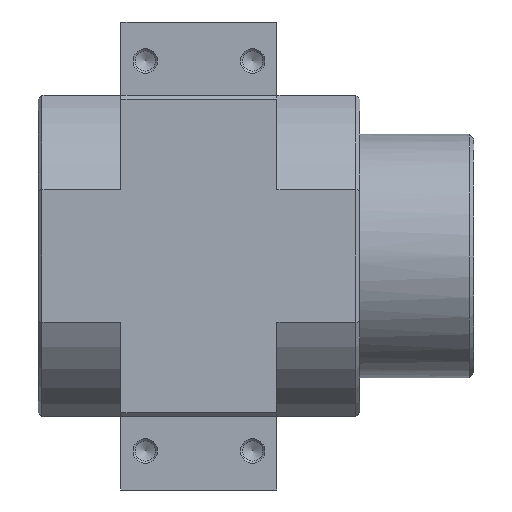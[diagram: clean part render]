
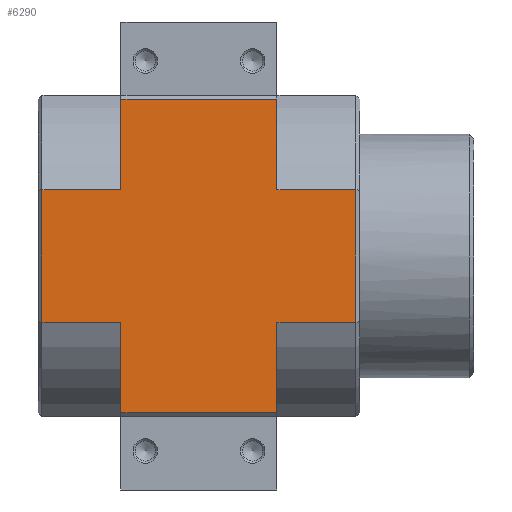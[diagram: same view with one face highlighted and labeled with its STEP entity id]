
A CAD part, left-side view. The second image highlights one B-rep face of the part: STEP entity #6290.
In plain terms, the highlighted face is planar.
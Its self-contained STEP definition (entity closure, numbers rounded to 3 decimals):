
#174=PLANE('',#6751);
#493=LINE('',#9342,#847);
#495=LINE('',#9346,#849);
#521=LINE('',#9413,#875);
#522=LINE('',#9416,#876);
#523=LINE('',#9418,#877);
#524=LINE('',#9420,#878);
#525=LINE('',#9421,#879);
#526=LINE('',#9423,#880);
#527=LINE('',#9425,#881);
#528=LINE('',#9427,#882);
#529=LINE('',#9429,#883);
#530=LINE('',#9430,#884);
#847=VECTOR('',#7668,1000.);
#849=VECTOR('',#7672,1000.);
#875=VECTOR('',#7722,1000.);
#876=VECTOR('',#7723,1000.);
#877=VECTOR('',#7724,1000.);
#878=VECTOR('',#7725,1000.);
#879=VECTOR('',#7726,1000.);
#880=VECTOR('',#7727,1000.);
#881=VECTOR('',#7728,1000.);
#882=VECTOR('',#7729,1000.);
#883=VECTOR('',#7730,1000.);
#884=VECTOR('',#7731,1000.);
#1526=ORIENTED_EDGE('',*,*,#2704,.T.);
#1527=ORIENTED_EDGE('',*,*,#2705,.F.);
#1528=ORIENTED_EDGE('',*,*,#2706,.T.);
#1529=ORIENTED_EDGE('',*,*,#2707,.F.);
#1530=ORIENTED_EDGE('',*,*,#2668,.T.);
#1531=ORIENTED_EDGE('',*,*,#2708,.T.);
#1532=ORIENTED_EDGE('',*,*,#2709,.F.);
#1533=ORIENTED_EDGE('',*,*,#2710,.T.);
#1534=ORIENTED_EDGE('',*,*,#2711,.F.);
#1535=ORIENTED_EDGE('',*,*,#2712,.T.);
#1536=ORIENTED_EDGE('',*,*,#2670,.F.);
#1537=ORIENTED_EDGE('',*,*,#2713,.F.);
#2668=EDGE_CURVE('',#3266,#3268,#493,.T.);
#2670=EDGE_CURVE('',#3269,#3270,#495,.T.);
#2704=EDGE_CURVE('',#3299,#3300,#521,.F.);
#2705=EDGE_CURVE('',#3301,#3300,#522,.T.);
#2706=EDGE_CURVE('',#3301,#3302,#523,.T.);
#2707=EDGE_CURVE('',#3266,#3302,#524,.T.);
#2708=EDGE_CURVE('',#3268,#3303,#525,.T.);
#2709=EDGE_CURVE('',#3304,#3303,#526,.T.);
#2710=EDGE_CURVE('',#3304,#3305,#527,.T.);
#2711=EDGE_CURVE('',#3306,#3305,#528,.F.);
#2712=EDGE_CURVE('',#3306,#3270,#529,.T.);
#2713=EDGE_CURVE('',#3299,#3269,#530,.T.);
#3266=VERTEX_POINT('',#9337);
#3268=VERTEX_POINT('',#9341);
#3269=VERTEX_POINT('',#9345);
#3270=VERTEX_POINT('',#9347);
#3299=VERTEX_POINT('',#9414);
#3300=VERTEX_POINT('',#9415);
#3301=VERTEX_POINT('',#9417);
#3302=VERTEX_POINT('',#9419);
#3303=VERTEX_POINT('',#9422);
#3304=VERTEX_POINT('',#9424);
#3305=VERTEX_POINT('',#9426);
#3306=VERTEX_POINT('',#9428);
#3855=EDGE_LOOP('',(#1526,#1527,#1528,#1529,#1530,#1531,#1532,#1533,#1534,
#1535,#1536,#1537));
#4286=FACE_BOUND('',#3855,.T.);
#6290=ADVANCED_FACE('',(#4286),#174,.F.);
#6751=AXIS2_PLACEMENT_3D('',#9412,#7720,#7721);
#7668=DIRECTION('',(0.,-1.,0.));
#7672=DIRECTION('',(0.,-1.,0.));
#7720=DIRECTION('',(0.,0.,1.));
#7721=DIRECTION('',(1.,0.,0.));
#7722=DIRECTION('',(0.,-1.,0.));
#7723=DIRECTION('',(-1.,0.,0.));
#7724=DIRECTION('',(0.,-1.,0.));
#7725=DIRECTION('',(-1.,0.,0.));
#7726=DIRECTION('',(-1.,0.,0.));
#7727=DIRECTION('',(0.,1.,0.));
#7728=DIRECTION('',(-1.,0.,0.));
#7729=DIRECTION('',(0.,1.,0.));
#7730=DIRECTION('',(-1.,0.,0.));
#7731=DIRECTION('',(-1.,0.,0.));
#9337=CARTESIAN_POINT('',(32.2,16.,-33.));
#9341=CARTESIAN_POINT('',(32.2,-16.,-33.));
#9342=CARTESIAN_POINT('',(32.2,33.,-33.));
#9345=CARTESIAN_POINT('',(-32.2,16.,-33.));
#9346=CARTESIAN_POINT('',(-32.2,33.,-33.));
#9347=CARTESIAN_POINT('',(-32.2,-16.,-33.));
#9412=CARTESIAN_POINT('',(32.2,33.,-33.));
#9413=CARTESIAN_POINT('',(-13.619,36.,-33.));
#9414=CARTESIAN_POINT('',(-13.619,16.,-33.));
#9415=CARTESIAN_POINT('',(-13.619,32.2,-33.));
#9416=CARTESIAN_POINT('',(33.,32.2,-33.));
#9417=CARTESIAN_POINT('',(13.619,32.2,-33.));
#9418=CARTESIAN_POINT('',(13.619,36.,-33.));
#9419=CARTESIAN_POINT('',(13.619,16.,-33.));
#9420=CARTESIAN_POINT('',(32.2,16.,-33.));
#9421=CARTESIAN_POINT('',(32.2,-16.,-33.));
#9422=CARTESIAN_POINT('',(13.619,-16.,-33.));
#9423=CARTESIAN_POINT('',(13.619,-36.,-33.));
#9424=CARTESIAN_POINT('',(13.619,-32.2,-33.));
#9425=CARTESIAN_POINT('',(33.,-32.2,-33.));
#9426=CARTESIAN_POINT('',(-13.619,-32.2,-33.));
#9427=CARTESIAN_POINT('',(-13.619,-36.,-33.));
#9428=CARTESIAN_POINT('',(-13.619,-16.,-33.));
#9429=CARTESIAN_POINT('',(32.2,-16.,-33.));
#9430=CARTESIAN_POINT('',(32.2,16.,-33.));
